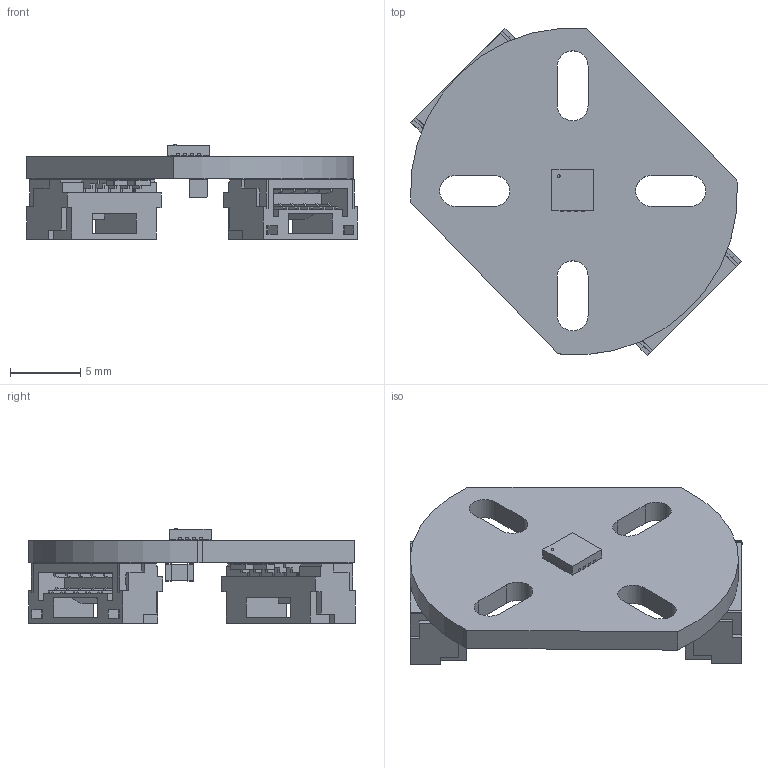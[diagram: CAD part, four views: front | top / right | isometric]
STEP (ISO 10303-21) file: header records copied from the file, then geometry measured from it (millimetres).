
FILE_DESCRIPTION(('KiCad electronic assembly'),'2;1');
FILE_NAME('MagEncoder.step','2025-04-10T23:42:49',('Pcbnew'),('Kicad'), 'Open CASCADE STEP processor 7.7','KiCad to STEP converter','Unknown' );
FILE_SCHEMA(('AUTOMOTIVE_DESIGN { 1 0 10303 214 1 1 1 1 }'));
Length unit declared in the file: millimetre
Products named in the file (10): MagEncoder 1; QFN-16-1EP_3x3mm_P0.5mm_EP1.7x1.7mm; JST_GH_SM05B-GHS-TB_1x05-1MP_P1.25mm_Horizontal; JST_SM05B_GHS_TB; R_0603_1608Metric; C_0805_2012Metric; MagEncoder_PCB
Assembly tree (11 placements, depth 3):
  MagEncoder 1
    QFN-16-1EP_3x3mm_P0.5mm_EP1.7x1.7mm
      QFN-16-1EP_3x3mm_P0.5mm_EP1.7x1.7mm
    JST_GH_SM05B-GHS-TB_1x05-1MP_P1.25mm_Horizontal  x2
      JST_SM05B_GHS_TB
    R_0603_1608Metric  x2
      R_0603_1608Metric
    C_0805_2012Metric
      C_0805_2012Metric
    MagEncoder_PCB
Bounding box: 23.62 x 23.35 x 6.73 mm (x, y, z)
Volume: 742.4 mm3; surface area: 1557.1 mm2
Topology: 7 solids, 7 shells, 682 faces, 1910 edges, 1264 vertices
Faces by surface type: plane 643, cylinder 39
Full cylindrical faces by diameter (mm): 0.2 x1
Entity records: 16344 total; most frequent: CARTESIAN_POINT 2401, ORIENTED_EDGE 2366, DIRECTION 2113, EDGE_CURVE 1183, LINE 1121, VECTOR 1121, VERTEX_POINT 784, AXIS2_PLACEMENT_3D 496
